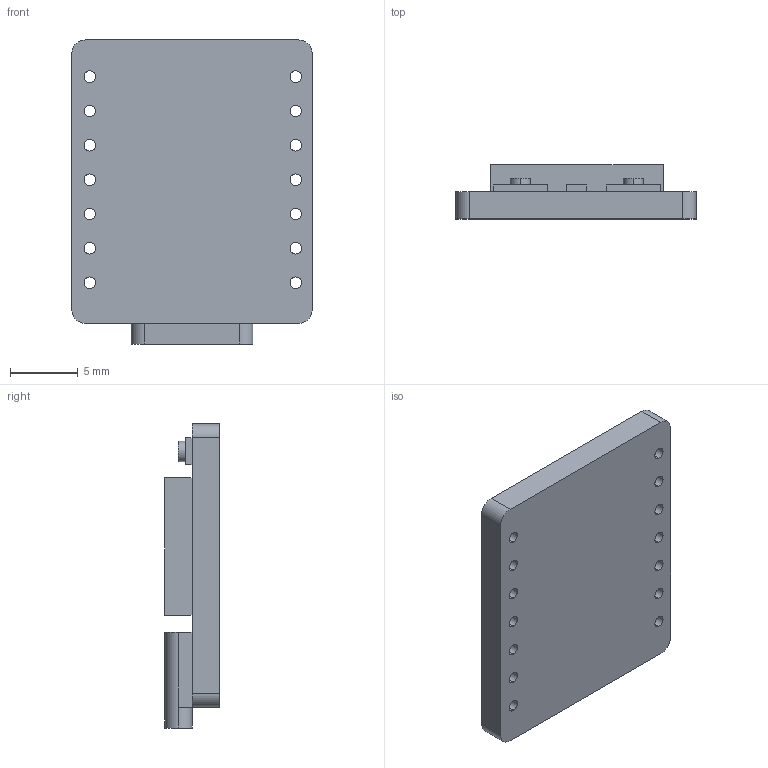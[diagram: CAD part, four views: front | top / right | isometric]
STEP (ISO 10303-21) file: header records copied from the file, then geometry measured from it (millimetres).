
FILE_DESCRIPTION (( 'STEP AP214' ), '1' );
FILE_NAME ('mini_esp32_c3.STEP', '2025-02-12T11:04:54', ( '' ), ( '' ), 'SwSTEP 2.0', 'SolidWorks 2024', '' );
FILE_SCHEMA (( 'AUTOMOTIVE_DESIGN' ));
Length unit declared in the file: millimetre
Products named in the file (1): mini_esp32_c3
Bounding box: 17.78 x 4 x 22.5 mm (x, y, z)
Volume: 1097.1 mm3; surface area: 1266.4 mm2
Topology: 1 solids, 1 shells, 88 faces, 232 edges, 154 vertices
Faces by surface type: cylinder 44, plane 44
Entity records: 2827 total; most frequent: DIRECTION 498, CARTESIAN_POINT 475, ORIENTED_EDGE 464, EDGE_CURVE 232, AXIS2_PLACEMENT_3D 177, VERTEX_POINT 154, VECTOR 144, LINE 144
